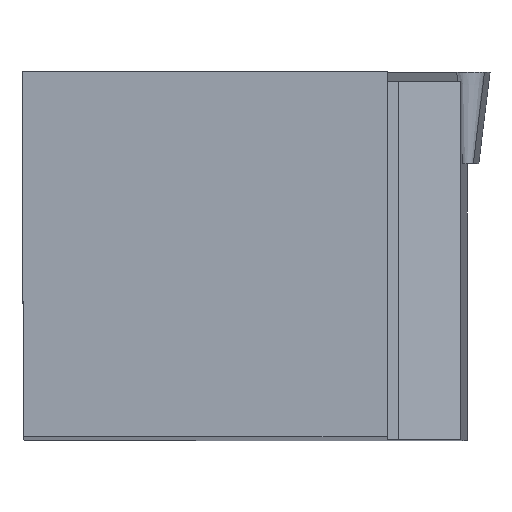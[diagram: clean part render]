
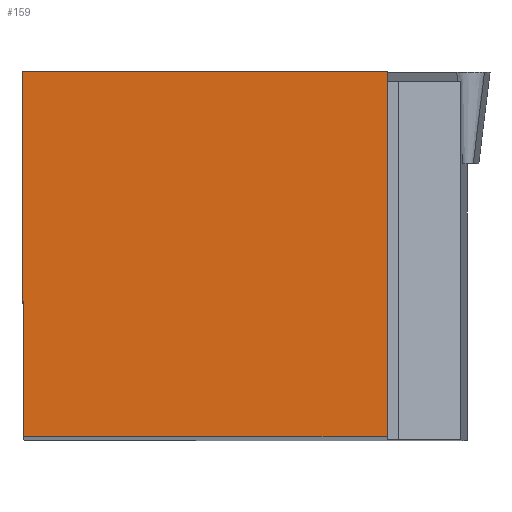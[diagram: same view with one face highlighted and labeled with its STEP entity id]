
A CAD part, top view. The second image highlights one B-rep face of the part: STEP entity #159.
In plain terms, the highlighted planar face has unit normal (0, 0, 1).
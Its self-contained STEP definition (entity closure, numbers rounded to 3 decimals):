
#127=FACE_OUTER_BOUND('',#365,.T.);
#159=ADVANCED_FACE('BLANK_BOXF006',(#127),#185,.F.);
#185=PLANE('',#799);
#206=LINE('',#1089,#265);
#223=LINE('',#1123,#282);
#233=LINE('',#1146,#292);
#237=LINE('',#1153,#296);
#265=VECTOR('',#887,1.);
#282=VECTOR('',#908,1.);
#292=VECTOR('',#926,1.);
#296=VECTOR('',#932,1.);
#365=EDGE_LOOP('',(#503,#504,#505,#506));
#503=ORIENTED_EDGE('',*,*,#651,.T.);
#504=ORIENTED_EDGE('',*,*,#647,.T.);
#505=ORIENTED_EDGE('',*,*,#618,.T.);
#506=ORIENTED_EDGE('',*,*,#635,.T.);
#556=VERTEX_POINT('',#1088);
#557=VERTEX_POINT('',#1090);
#571=VERTEX_POINT('',#1122);
#581=VERTEX_POINT('',#1147);
#618=EDGE_CURVE('',#557,#556,#206,.T.);
#635=EDGE_CURVE('',#556,#571,#223,.T.);
#647=EDGE_CURVE('',#581,#557,#233,.T.);
#651=EDGE_CURVE('',#571,#581,#237,.T.);
#799=AXIS2_PLACEMENT_3D('',#1191,#968,#969);
#887=DIRECTION('',(0.004,-1.,0.));
#908=DIRECTION('',(1.,0.,0.));
#926=DIRECTION('',(-1.,0.,0.));
#932=DIRECTION('',(0.,1.,0.));
#968=DIRECTION('',(0.,0.,-1.));
#969=DIRECTION('',(1.,0.,0.));
#1088=CARTESIAN_POINT('',(0.069,0.,0.));
#1089=CARTESIAN_POINT('',(-0.443,117.349,0.));
#1090=CARTESIAN_POINT('',(0.,15.875,0.));
#1122=CARTESIAN_POINT('',(15.875,0.,0.));
#1123=CARTESIAN_POINT('',(-117.35,0.,0.));
#1146=CARTESIAN_POINT('',(117.35,15.875,0.));
#1147=CARTESIAN_POINT('',(15.875,15.875,0.));
#1153=CARTESIAN_POINT('',(15.875,-117.35,0.));
#1191=CARTESIAN_POINT('',(36.35,-5.,0.));
